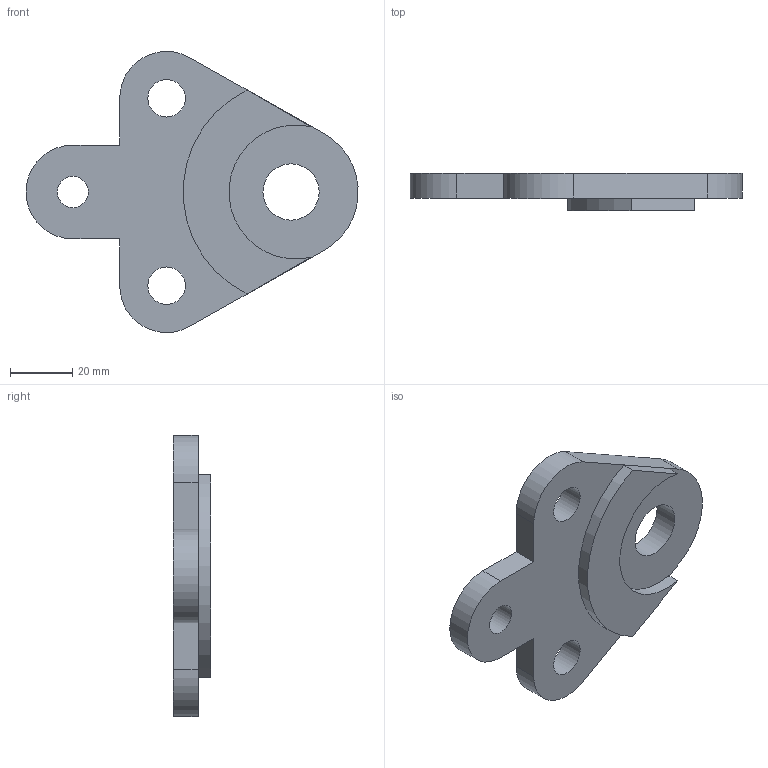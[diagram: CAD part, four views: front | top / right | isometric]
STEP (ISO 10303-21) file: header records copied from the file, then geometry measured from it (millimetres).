
FILE_DESCRIPTION(/* description */ ('Alibre Inc.'),/* implementation_level */ '2;1');
FILE_NAME(/* name */ 'export0',/* time_stamp */ '2012-03-24T09:17:20-06:00',/* author */ (''),/* organization */ (''),/* preprocessor_version */ 'ST-DEVELOPER v14',/* originating_system */ 'Alibre',/* authorisation */ '');
FILE_SCHEMA (('CONFIG_CONTROL_DESIGN'));
Length unit declared in the file: centimetre
Products named in the file (1): ID_1
Bounding box: 106.27 x 12 x 90 mm (x, y, z)
Volume: 45297 mm3; surface area: 14875.7 mm2
Topology: 1 solids, 1 shells, 98 faces, 261 edges, 174 vertices
Faces by surface type: plane 51, bspline 37, cylinder 10
Full cylindrical faces by diameter (mm): 10 x1, 12 x2, 18 x1
Entity records: 3097 total; most frequent: CARTESIAN_POINT 859, ORIENTED_EDGE 514, DIRECTION 271, EDGE_CURVE 257, VERTEX_POINT 174, VECTOR 163, LINE 163, EDGE_LOOP 119
